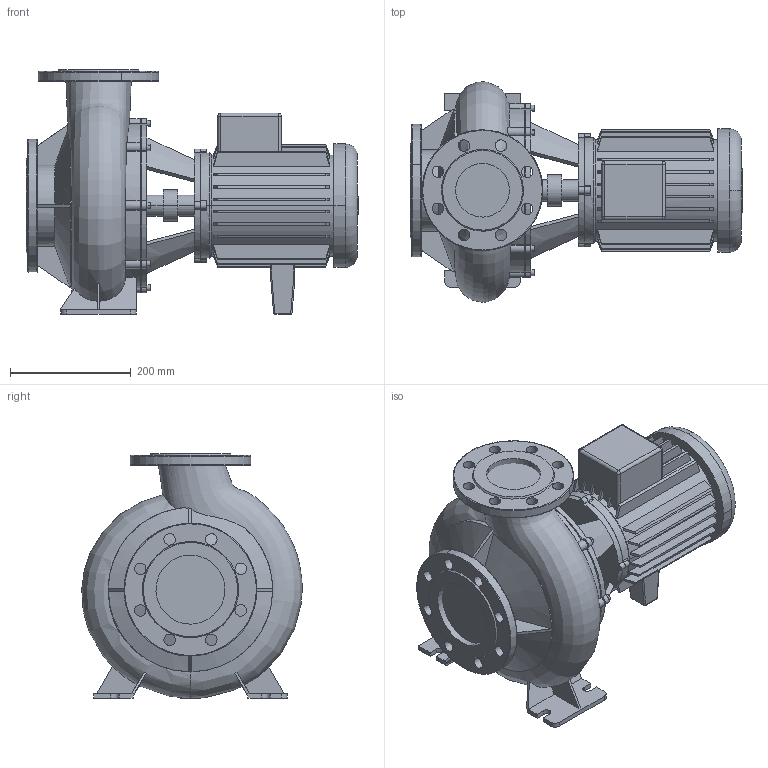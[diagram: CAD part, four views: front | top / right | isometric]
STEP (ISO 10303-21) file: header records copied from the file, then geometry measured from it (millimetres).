
FILE_DESCRIPTION((''),'2;1');
FILE_NAME('3d_BM80_130-5_5_2-2096571.stp','2011-01-26T14:45:53',(''),(''),'Mechanical Desktop 2008','Mechanical Desktop 2008',', , ');
FILE_SCHEMA(('CONFIG_CONTROL_DESIGN'));
Length unit declared in the file: millimetre
Products named in the file (1): Product
Bounding box: 549.5 x 364.99 x 405 mm (x, y, z)
Volume: 21358150 mm3; surface area: 1228739.9 mm2
Topology: 11 solids, 11 shells, 641 faces, 1639 edges, 1054 vertices
Faces by surface type: plane 283, bspline 178, cylinder 126, cone 44, sphere 8, torus 2
Entity records: 29183 total; most frequent: CARTESIAN_POINT 14325, ORIENTED_EDGE 3262, DIRECTION 2797, EDGE_CURVE 1631, VERTEX_POINT 1054, AXIS2_PLACEMENT_3D 953, VECTOR 891, LINE 891
